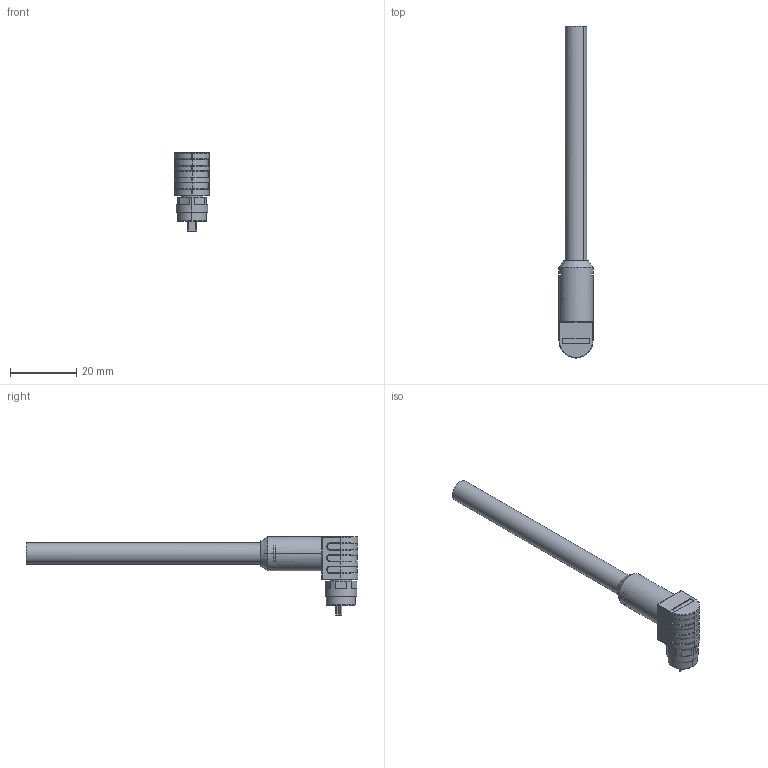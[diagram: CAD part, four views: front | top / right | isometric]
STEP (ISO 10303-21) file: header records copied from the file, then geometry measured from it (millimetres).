
FILE_DESCRIPTION(('CATIA V5 STEP Exchange','CAx-IF Rec.Pracs.--- Model Styling and Organization---1.4--- 2014-01-23'),'2;1');
FILE_NAME ('1207570-2_0', '2023-01-31T07:58:33+00:00', ('none'), ('Weidmueller'), 'CATIA Version 5-6 Release 2016 SP3 HF44', 'CATIA V5 STEP AP214', 'none');
FILE_SCHEMA(('AUTOMOTIVE_DESIGN { 1 0 10303 214 1 1 1 1 }'));
Length unit declared in the file: millimetre
Products named in the file (1): 2717760100
Bounding box: 10.3 x 100.3 x 23.8 mm (x, y, z)
Volume: 5522.9 mm3; surface area: 3466.3 mm2
Topology: 3 solids, 3 shells, 308 faces, 749 edges, 445 vertices
Faces by surface type: cylinder 126, plane 76, torus 67, cone 21, bspline 12, sphere 6
Entity records: 9144 total; most frequent: CARTESIAN_POINT 2339, ORIENTED_EDGE 1474, DIRECTION 1212, EDGE_CURVE 737, AXIS2_PLACEMENT_3D 629, VERTEX_POINT 445, CIRCLE 334, EDGE_LOOP 320
